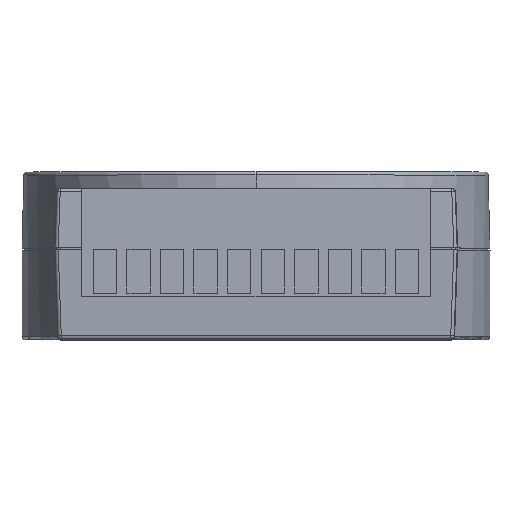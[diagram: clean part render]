
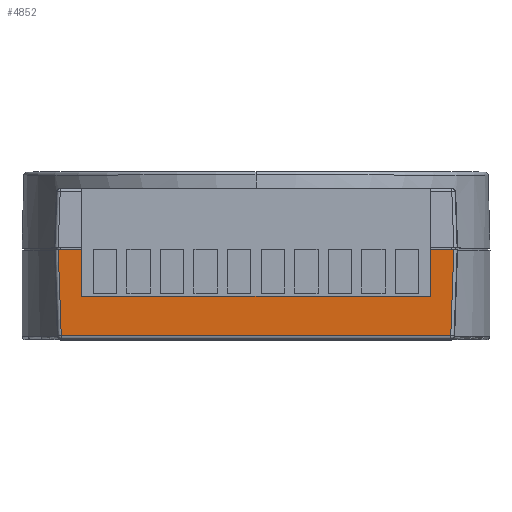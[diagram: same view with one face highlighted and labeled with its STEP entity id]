
A CAD part, top view. The second image highlights one B-rep face of the part: STEP entity #4852.
In plain terms, the highlighted planar face has unit normal (0, -0.035, 0.999).
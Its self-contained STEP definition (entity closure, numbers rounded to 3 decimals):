
#121 = VERTEX_POINT ( 'NONE', #2160 ) ;
#1071 = ORIENTED_EDGE ( 'NONE', *, *, #23124, .F. ) ;
#2160 = CARTESIAN_POINT ( 'NONE',  ( 26., -7.097, 50.752 ) ) ;
#3815 = VERTEX_POINT ( 'NONE', #7634 ) ;
#4303 = VERTEX_POINT ( 'NONE', #7704 ) ;
#4386 = ORIENTED_EDGE ( 'NONE', *, *, #4400, .T. ) ;
#4400 = EDGE_CURVE ( 'NONE', #39778, #3815, #7694, .T. ) ;
#4406 = ORIENTED_EDGE ( 'NONE', *, *, #4413, .T. ) ;
#4413 = EDGE_CURVE ( 'NONE', #4303, #14014, #7690, .T. ) ;
#4442 = ORIENTED_EDGE ( 'NONE', *, *, #39744, .F. ) ;
#4565 = EDGE_CURVE ( 'NONE', #121, #4303, #7729, .T. ) ;
#4681 = ORIENTED_EDGE ( 'NONE', *, *, #4565, .T. ) ;
#4723 = EDGE_LOOP ( 'NONE', ( #4681, #4406, #4442, #4386, #14047, #5913, #1071, #5646 ) ) ;
#4852 = ADVANCED_FACE ( 'NONE', ( #7797 ), #7836, .T. ) ;
#5631 = EDGE_CURVE ( 'NONE', #23144, #121, #7926, .T. ) ;
#5646 = ORIENTED_EDGE ( 'NONE', *, *, #5631, .T. ) ;
#5726 = VERTEX_POINT ( 'NONE', #7915 ) ;
#5846 = EDGE_CURVE ( 'NONE', #3815, #5726, #7912, .T. ) ;
#5878 = EDGE_CURVE ( 'NONE', #5726, #23121, #7970, .T. ) ;
#5913 = ORIENTED_EDGE ( 'NONE', *, *, #5878, .T. ) ;
#7634 = CARTESIAN_POINT ( 'NONE',  ( -29.046, -13.017, 50.545 ) ) ;
#7690 = LINE ( 'NONE', #7751, #7750 ) ;
#7691 = DIRECTION ( 'NONE',  ( 0.035, -0.999, -0.035 ) ) ;
#7692 = VECTOR ( 'NONE', #7691, 1000. ) ;
#7693 = CARTESIAN_POINT ( 'NONE',  ( -29.428, -2.073, 50.928 ) ) ;
#7694 = LINE ( 'NONE', #7693, #7692 ) ;
#7704 = CARTESIAN_POINT ( 'NONE',  ( -26., -7.097, 50.752 ) ) ;
#7721 = DIRECTION ( 'NONE',  ( -1., 0., 0. ) ) ;
#7722 = VECTOR ( 'NONE', #7721, 1000. ) ;
#7723 = CARTESIAN_POINT ( 'NONE',  ( 30., -7.097, 50.752 ) ) ;
#7729 = LINE ( 'NONE', #7723, #7722 ) ;
#7749 = DIRECTION ( 'NONE',  ( 0., 0.999, 0.035 ) ) ;
#7750 = VECTOR ( 'NONE', #7749, 1000. ) ;
#7751 = CARTESIAN_POINT ( 'NONE',  ( -26., 0., 51. ) ) ;
#7797 = FACE_OUTER_BOUND ( 'NONE', #4723, .T. ) ;
#7832 = DIRECTION ( 'NONE',  ( 0., -0.999, -0.035 ) ) ;
#7833 = DIRECTION ( 'NONE',  ( 0., -0.035, 0.999 ) ) ;
#7834 = CARTESIAN_POINT ( 'NONE',  ( 30., 0., 51. ) ) ;
#7835 = AXIS2_PLACEMENT_3D ( 'NONE', #7834, #7833, #7832 ) ;
#7836 = PLANE ( 'NONE',  #7835 ) ;
#7904 = DIRECTION ( 'NONE',  ( 1., 0., 0. ) ) ;
#7905 = VECTOR ( 'NONE', #7904, 1000. ) ;
#7906 = CARTESIAN_POINT ( 'NONE',  ( 29.529, -13.017, 50.545 ) ) ;
#7912 = LINE ( 'NONE', #7906, #7905 ) ;
#7915 = CARTESIAN_POINT ( 'NONE',  ( 29.046, -13.017, 50.545 ) ) ;
#7923 = DIRECTION ( 'NONE',  ( 0., -0.999, -0.035 ) ) ;
#7924 = VECTOR ( 'NONE', #7923, 1000. ) ;
#7925 = CARTESIAN_POINT ( 'NONE',  ( 26., 0., 51. ) ) ;
#7926 = LINE ( 'NONE', #7925, #7924 ) ;
#7967 = DIRECTION ( 'NONE',  ( 0.035, 0.999, 0.035 ) ) ;
#7968 = VECTOR ( 'NONE', #7967, 1000. ) ;
#7969 = CARTESIAN_POINT ( 'NONE',  ( 29.501, 0.017, 51.001 ) ) ;
#7970 = LINE ( 'NONE', #7969, #7968 ) ;
#11028 = CARTESIAN_POINT ( 'NONE',  ( -26., -0.15, 50.995 ) ) ;
#14014 = VERTEX_POINT ( 'NONE', #11028 ) ;
#14047 = ORIENTED_EDGE ( 'NONE', *, *, #5846, .T. ) ;
#23121 = VERTEX_POINT ( 'NONE', #34134 ) ;
#23124 = EDGE_CURVE ( 'NONE', #23144, #23121, #34120, .T. ) ;
#23144 = VERTEX_POINT ( 'NONE', #34208 ) ;
#25129 = DIRECTION ( 'NONE',  ( 1., 0., 0. ) ) ;
#25130 = VECTOR ( 'NONE', #25129, 1000. ) ;
#25131 = CARTESIAN_POINT ( 'NONE',  ( 30., -0.15, 50.995 ) ) ;
#25132 = LINE ( 'NONE', #25131, #25130 ) ;
#25141 = CARTESIAN_POINT ( 'NONE',  ( -29.495, -0.15, 50.995 ) ) ;
#34117 = DIRECTION ( 'NONE',  ( 1., 0., 0. ) ) ;
#34118 = VECTOR ( 'NONE', #34117, 1000. ) ;
#34119 = CARTESIAN_POINT ( 'NONE',  ( 30., -0.15, 50.995 ) ) ;
#34120 = LINE ( 'NONE', #34119, #34118 ) ;
#34134 = CARTESIAN_POINT ( 'NONE',  ( 29.495, -0.15, 50.995 ) ) ;
#34208 = CARTESIAN_POINT ( 'NONE',  ( 26., -0.15, 50.995 ) ) ;
#39744 = EDGE_CURVE ( 'NONE', #39778, #14014, #25132, .T. ) ;
#39778 = VERTEX_POINT ( 'NONE', #25141 ) ;
